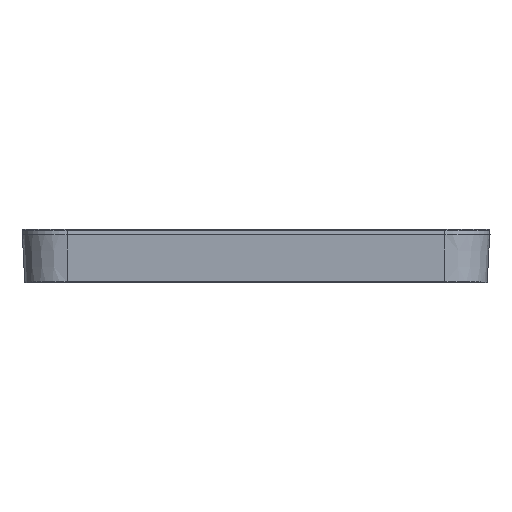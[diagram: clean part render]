
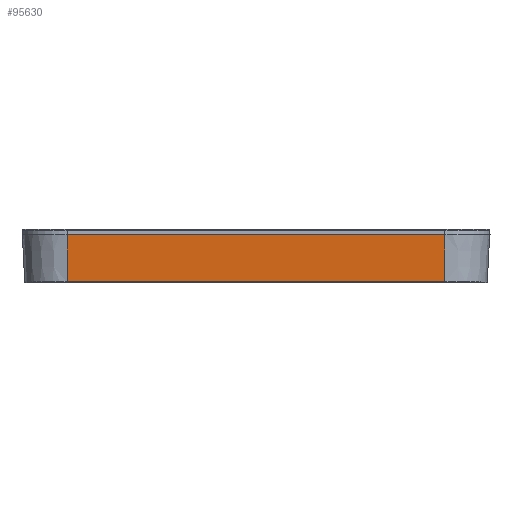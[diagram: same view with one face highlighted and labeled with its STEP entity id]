
A CAD part, left-side view. The second image highlights one B-rep face of the part: STEP entity #95630.
In plain terms, the highlighted face is planar.
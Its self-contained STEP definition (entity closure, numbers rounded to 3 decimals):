
#16021=DIRECTION('',(0.,0.,1.));
#16022=VECTOR('',#16021,71.);
#16023=CARTESIAN_POINT('',(-43.478,0.,-35.5));
#16024=LINE('31627',#16023,#16022);
#16162=DIRECTION('',(0.,0.,1.));
#16163=VECTOR('',#16162,71.);
#16164=CARTESIAN_POINT('',(-43.95,9.,-35.5));
#16165=LINE('31621',#16164,#16163);
#16185=DIRECTION('',(-0.052,0.999,0.));
#16186=VECTOR('',#16185,9.012);
#16187=CARTESIAN_POINT('',(-43.478,0.,35.5));
#16188=LINE('31641',#16187,#16186);
#16192=DIRECTION('',(-0.052,0.999,0.));
#16193=VECTOR('',#16192,9.012);
#16194=CARTESIAN_POINT('',(-43.478,0.,-35.5));
#16195=LINE('31640',#16194,#16193);
#82105=CARTESIAN_POINT('',(-43.95,9.,-35.5));
#82107=VERTEX_POINT('',#82105);
#82108=CARTESIAN_POINT('',(-43.95,9.,35.5));
#82109=VERTEX_POINT('',#82108);
#82120=CARTESIAN_POINT('',(-43.478,0.,-35.5));
#82122=VERTEX_POINT('',#82120);
#82124=CARTESIAN_POINT('',(-43.478,0.,35.5));
#82125=VERTEX_POINT('',#82124);
#95618=CARTESIAN_POINT('',(-43.95,9.,-35.5));
#95619=DIRECTION('',(0.999,0.052,0.));
#95620=DIRECTION('',(0.,0.,-1.));
#95621=AXIS2_PLACEMENT_3D('',#95618,#95619,#95620);
#95622=PLANE('31606',#95621);
#95623=ORIENTED_EDGE('31627',*,*,#95495,.F.);
#95625=ORIENTED_EDGE('31640',*,*,#95624,.T.);
#95626=ORIENTED_EDGE('31621',*,*,#95594,.T.);
#95627=ORIENTED_EDGE('31641',*,*,#95611,.F.);
#95628=EDGE_LOOP('31606',(#95623,#95625,#95626,#95627));
#95629=FACE_OUTER_BOUND('31606',#95628,.F.);
#95630=ADVANCED_FACE('31606',(#95629),#95622,.F.);
#95495=EDGE_CURVE('31627',#82122,#82125,#16024,.T.);
#95594=EDGE_CURVE('31621',#82107,#82109,#16165,.T.);
#95611=EDGE_CURVE('31641',#82125,#82109,#16188,.T.);
#95624=EDGE_CURVE('31640',#82122,#82107,#16195,.T.);
